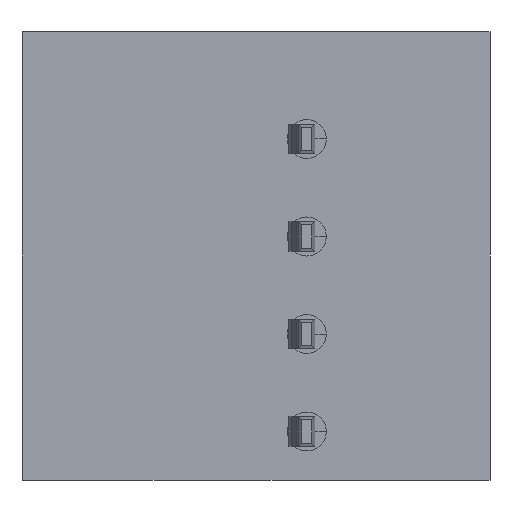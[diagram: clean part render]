
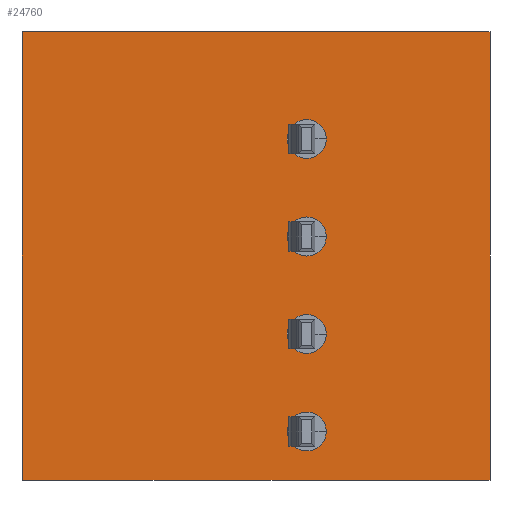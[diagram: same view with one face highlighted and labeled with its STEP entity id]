
A CAD part, front view. The second image highlights one B-rep face of the part: STEP entity #24760.
In plain terms, the highlighted planar face has unit normal (0, -1, 0).
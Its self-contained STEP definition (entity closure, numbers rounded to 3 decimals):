
#1220=CARTESIAN_POINT('',(0.,0.,7.5));
#1230=VERTEX_POINT('',#1220);
#1280=CARTESIAN_POINT('',(0.,0.,-2.93));
#1290=DIRECTION('',(0.,0.,-1.));
#1300=VECTOR('',#1290,1.);
#1310=LINE('',#1280,#1300);
#1320=CARTESIAN_POINT('',(0.,0.,-4.));
#1330=VERTEX_POINT('',#1320);
#1340=EDGE_CURVE('',#1230,#1330,#1310,.T.);
#11750=CARTESIAN_POINT('',(0.,0.,-4.));
#11760=DIRECTION('',(1.,0.,0.));
#11770=VECTOR('',#11760,1.);
#11780=LINE('',#11750,#11770);
#11790=CARTESIAN_POINT('',(12.,0.,-4.));
#11800=VERTEX_POINT('',#11790);
#11810=EDGE_CURVE('',#1330,#11800,#11780,.T.);
#23930=CARTESIAN_POINT('',(11.7,0.,3.467));
#23940=DIRECTION('',(0.,-1.,0.));
#23950=DIRECTION('',(1.,0.,0.));
#23960=AXIS2_PLACEMENT_3D('',#23930,#23940,#23950);
#23970=PLANE('',#23960);
#23980=CARTESIAN_POINT('',(7.3,0.,4.75));
#23990=DIRECTION('',(0.,-1.,0.));
#24000=DIRECTION('',(1.,0.,0.));
#24010=AXIS2_PLACEMENT_3D('',#23980,#23990,#24000);
#24020=CIRCLE('',#24010,0.5);
#24030=CARTESIAN_POINT('',(6.8,0.,4.75));
#24040=VERTEX_POINT('',#24030);
#24050=CARTESIAN_POINT('',(7.8,0.,4.75));
#24060=VERTEX_POINT('',#24050);
#24070=EDGE_CURVE('',#24040,#24060,#24020,.T.);
#24080=ORIENTED_EDGE('',*,*,#24070,.F.);
#24090=EDGE_CURVE('',#24060,#24040,#24020,.T.);
#24100=ORIENTED_EDGE('',*,*,#24090,.F.);
#24110=EDGE_LOOP('',(#24100,#24080));
#24120=FACE_BOUND('',#24110,.T.);
#24130=CARTESIAN_POINT('',(7.3,0.,-0.25));
#24140=DIRECTION('',(0.,-1.,0.));
#24150=DIRECTION('',(1.,0.,0.));
#24160=AXIS2_PLACEMENT_3D('',#24130,#24140,#24150);
#24170=CIRCLE('',#24160,0.5);
#24180=CARTESIAN_POINT('',(6.8,0.,-0.25));
#24190=VERTEX_POINT('',#24180);
#24200=CARTESIAN_POINT('',(7.8,0.,-0.25));
#24210=VERTEX_POINT('',#24200);
#24220=EDGE_CURVE('',#24190,#24210,#24170,.T.);
#24230=ORIENTED_EDGE('',*,*,#24220,.F.);
#24240=EDGE_CURVE('',#24210,#24190,#24170,.T.);
#24250=ORIENTED_EDGE('',*,*,#24240,.F.);
#24260=EDGE_LOOP('',(#24250,#24230));
#24270=FACE_BOUND('',#24260,.T.);
#24280=CARTESIAN_POINT('',(7.3,0.,2.25));
#24290=DIRECTION('',(0.,-1.,0.));
#24300=DIRECTION('',(1.,0.,0.));
#24310=AXIS2_PLACEMENT_3D('',#24280,#24290,#24300);
#24320=CIRCLE('',#24310,0.5);
#24330=CARTESIAN_POINT('',(6.8,0.,2.25));
#24340=VERTEX_POINT('',#24330);
#24350=CARTESIAN_POINT('',(7.8,0.,2.25));
#24360=VERTEX_POINT('',#24350);
#24370=EDGE_CURVE('',#24340,#24360,#24320,.T.);
#24380=ORIENTED_EDGE('',*,*,#24370,.F.);
#24390=EDGE_CURVE('',#24360,#24340,#24320,.T.);
#24400=ORIENTED_EDGE('',*,*,#24390,.F.);
#24410=EDGE_LOOP('',(#24400,#24380));
#24420=FACE_BOUND('',#24410,.T.);
#24430=CARTESIAN_POINT('',(7.3,0.,-2.75));
#24440=DIRECTION('',(0.,-1.,0.));
#24450=DIRECTION('',(1.,0.,0.));
#24460=AXIS2_PLACEMENT_3D('',#24430,#24440,#24450);
#24470=CIRCLE('',#24460,0.5);
#24480=CARTESIAN_POINT('',(7.8,0.,-2.75));
#24490=VERTEX_POINT('',#24480);
#24500=CARTESIAN_POINT('',(6.8,0.,-2.75));
#24510=VERTEX_POINT('',#24500);
#24520=EDGE_CURVE('',#24490,#24510,#24470,.T.);
#24530=ORIENTED_EDGE('',*,*,#24520,.F.);
#24540=EDGE_CURVE('',#24510,#24490,#24470,.T.);
#24550=ORIENTED_EDGE('',*,*,#24540,.F.);
#24560=EDGE_LOOP('',(#24550,#24530));
#24570=FACE_BOUND('',#24560,.T.);
#24580=CARTESIAN_POINT('',(0.,0.,7.5));
#24590=DIRECTION('',(-1.,0.,0.));
#24600=VECTOR('',#24590,1.);
#24610=LINE('',#24580,#24600);
#24620=CARTESIAN_POINT('',(12.,0.,7.5));
#24630=VERTEX_POINT('',#24620);
#24640=EDGE_CURVE('',#24630,#1230,#24610,.T.);
#24650=ORIENTED_EDGE('',*,*,#24640,.T.);
#24660=CARTESIAN_POINT('',(12.,0.,-2.93));
#24670=DIRECTION('',(0.,0.,1.));
#24680=VECTOR('',#24670,1.);
#24690=LINE('',#24660,#24680);
#24700=EDGE_CURVE('',#11800,#24630,#24690,.T.);
#24710=ORIENTED_EDGE('',*,*,#24700,.T.);
#24720=ORIENTED_EDGE('',*,*,#11810,.T.);
#24730=ORIENTED_EDGE('',*,*,#1340,.T.);
#24740=EDGE_LOOP('',(#24730,#24720,#24710,#24650));
#24750=FACE_OUTER_BOUND('',#24740,.T.);
#24760=ADVANCED_FACE('',(#24120,#24270,#24420,#24570,#24750),#23970,.T.)
;
